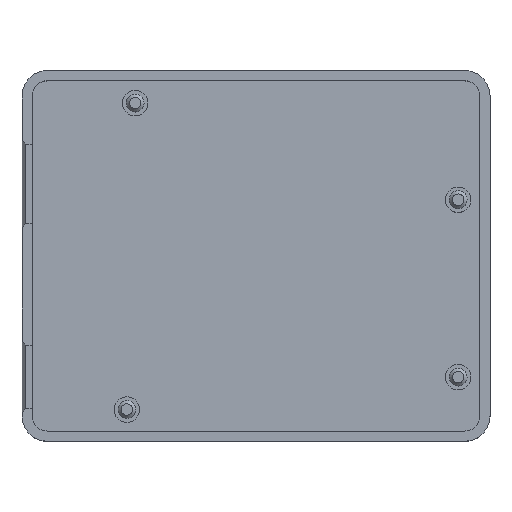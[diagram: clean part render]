
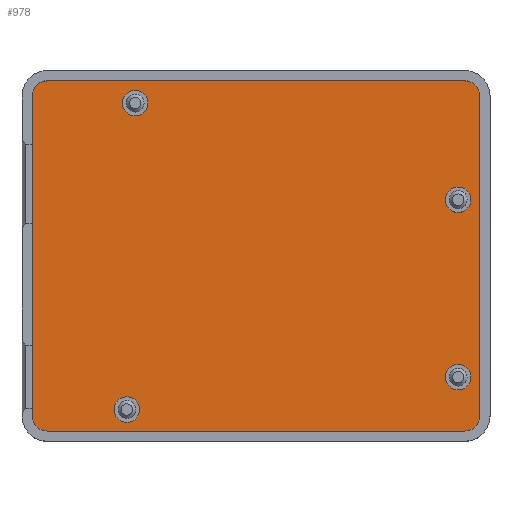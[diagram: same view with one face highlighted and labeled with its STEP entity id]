
A CAD part, top view. The second image highlights one B-rep face of the part: STEP entity #978.
In plain terms, the highlighted planar face has unit normal (0, 0, 1).
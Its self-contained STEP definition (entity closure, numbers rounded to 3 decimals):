
#19=FACE_BOUND('',#205,.T.);
#20=FACE_BOUND('',#206,.T.);
#21=FACE_BOUND('',#207,.T.);
#22=FACE_BOUND('',#208,.T.);
#64=CIRCLE('',#1045,2.);
#67=CIRCLE('',#1050,2.);
#70=CIRCLE('',#1055,2.);
#73=CIRCLE('',#1060,2.);
#83=CIRCLE('',#1088,2.4);
#84=CIRCLE('',#1090,2.4);
#85=CIRCLE('',#1091,2.4);
#86=CIRCLE('',#1092,2.4);
#140=FACE_OUTER_BOUND('',#204,.T.);
#204=EDGE_LOOP('',(#853,#854,#855,#856,#857,#858,#859,#860));
#205=EDGE_LOOP('',(#861));
#206=EDGE_LOOP('',(#862));
#207=EDGE_LOOP('',(#863));
#208=EDGE_LOOP('',(#864));
#298=LINE('',#1645,#392);
#302=LINE('',#1656,#396);
#303=LINE('',#1658,#397);
#304=LINE('',#1662,#398);
#392=VECTOR('',#1360,10.);
#396=VECTOR('',#1372,10.);
#397=VECTOR('',#1373,10.);
#398=VECTOR('',#1376,10.);
#460=VERTEX_POINT('',#1567);
#463=VERTEX_POINT('',#1576);
#466=VERTEX_POINT('',#1585);
#469=VERTEX_POINT('',#1594);
#479=VERTEX_POINT('',#1642);
#480=VERTEX_POINT('',#1644);
#481=VERTEX_POINT('',#1648);
#482=VERTEX_POINT('',#1650);
#483=VERTEX_POINT('',#1654);
#484=VERTEX_POINT('',#1657);
#485=VERTEX_POINT('',#1659);
#486=VERTEX_POINT('',#1661);
#573=EDGE_CURVE('',#460,#460,#64,.T.);
#577=EDGE_CURVE('',#463,#463,#67,.T.);
#581=EDGE_CURVE('',#466,#466,#70,.T.);
#585=EDGE_CURVE('',#469,#469,#73,.T.);
#606=EDGE_CURVE('',#480,#479,#298,.T.);
#609=EDGE_CURVE('',#482,#481,#83,.T.);
#611=EDGE_CURVE('',#479,#483,#84,.F.);
#612=EDGE_CURVE('',#483,#482,#302,.F.);
#613=EDGE_CURVE('',#481,#484,#303,.T.);
#614=EDGE_CURVE('',#484,#485,#85,.T.);
#615=EDGE_CURVE('',#485,#486,#304,.T.);
#616=EDGE_CURVE('',#486,#480,#86,.T.);
#853=ORIENTED_EDGE('',*,*,#611,.T.);
#854=ORIENTED_EDGE('',*,*,#612,.T.);
#855=ORIENTED_EDGE('',*,*,#609,.T.);
#856=ORIENTED_EDGE('',*,*,#613,.T.);
#857=ORIENTED_EDGE('',*,*,#614,.T.);
#858=ORIENTED_EDGE('',*,*,#615,.T.);
#859=ORIENTED_EDGE('',*,*,#616,.T.);
#860=ORIENTED_EDGE('',*,*,#606,.T.);
#861=ORIENTED_EDGE('',*,*,#573,.T.);
#862=ORIENTED_EDGE('',*,*,#577,.T.);
#863=ORIENTED_EDGE('',*,*,#581,.T.);
#864=ORIENTED_EDGE('',*,*,#585,.T.);
#921=PLANE('',#1089);
#978=ADVANCED_FACE('',(#140,#19,#20,#21,#22),#921,.T.);
#1045=AXIS2_PLACEMENT_3D('',#1569,#1262,#1263);
#1050=AXIS2_PLACEMENT_3D('',#1578,#1273,#1274);
#1055=AXIS2_PLACEMENT_3D('',#1587,#1284,#1285);
#1060=AXIS2_PLACEMENT_3D('',#1596,#1295,#1296);
#1088=AXIS2_PLACEMENT_3D('',#1651,#1365,#1366);
#1089=AXIS2_PLACEMENT_3D('',#1653,#1368,#1369);
#1090=AXIS2_PLACEMENT_3D('',#1655,#1370,#1371);
#1091=AXIS2_PLACEMENT_3D('',#1660,#1374,#1375);
#1092=AXIS2_PLACEMENT_3D('',#1663,#1377,#1378);
#1262=DIRECTION('center_axis',(0.,0.,-1.));
#1263=DIRECTION('ref_axis',(-1.,0.,0.));
#1273=DIRECTION('center_axis',(0.,0.,-1.));
#1274=DIRECTION('ref_axis',(-1.,0.,0.));
#1284=DIRECTION('center_axis',(0.,0.,-1.));
#1285=DIRECTION('ref_axis',(-1.,0.,0.));
#1295=DIRECTION('center_axis',(0.,0.,-1.));
#1296=DIRECTION('ref_axis',(-1.,0.,0.));
#1360=DIRECTION('',(0.,-1.,0.));
#1365=DIRECTION('center_axis',(0.,0.,1.));
#1366=DIRECTION('ref_axis',(0.707,-0.707,0.));
#1368=DIRECTION('center_axis',(0.,0.,1.));
#1369=DIRECTION('ref_axis',(1.,0.,0.));
#1370=DIRECTION('center_axis',(0.,0.,-1.));
#1371=DIRECTION('ref_axis',(-0.707,-0.707,0.));
#1372=DIRECTION('',(-1.,0.,0.));
#1373=DIRECTION('',(0.,1.,0.));
#1374=DIRECTION('center_axis',(0.,0.,1.));
#1375=DIRECTION('ref_axis',(0.707,0.707,0.));
#1376=DIRECTION('',(-1.,0.,0.));
#1377=DIRECTION('center_axis',(0.,0.,1.));
#1378=DIRECTION('ref_axis',(-0.707,0.707,0.));
#1567=CARTESIAN_POINT('',(33.8,8.85,1.6));
#1569=CARTESIAN_POINT('Origin',(31.8,8.85,1.6));
#1576=CARTESIAN_POINT('',(-17.,24.05,1.6));
#1578=CARTESIAN_POINT('Origin',(-19.,24.05,1.6));
#1585=CARTESIAN_POINT('',(33.8,-19.05,1.6));
#1587=CARTESIAN_POINT('Origin',(31.8,-19.05,1.6));
#1594=CARTESIAN_POINT('',(-18.3,-24.15,1.6));
#1596=CARTESIAN_POINT('Origin',(-20.3,-24.15,1.6));
#1642=CARTESIAN_POINT('',(-35.2,-25.15,1.6));
#1644=CARTESIAN_POINT('',(-35.2,25.15,1.6));
#1645=CARTESIAN_POINT('',(-35.2,14.575,1.6));
#1648=CARTESIAN_POINT('',(35.2,-25.15,1.6));
#1650=CARTESIAN_POINT('',(32.8,-27.55,1.6));
#1651=CARTESIAN_POINT('Origin',(32.8,-25.15,1.6));
#1653=CARTESIAN_POINT('Origin',(0.,0.,
1.6));
#1654=CARTESIAN_POINT('',(-32.8,-27.55,1.6));
#1655=CARTESIAN_POINT('Origin',(-32.8,-25.15,1.6));
#1656=CARTESIAN_POINT('',(-18.4,-27.55,1.6));
#1657=CARTESIAN_POINT('',(35.2,25.15,1.6));
#1658=CARTESIAN_POINT('',(35.2,-14.575,1.6));
#1659=CARTESIAN_POINT('',(32.8,27.55,1.6));
#1660=CARTESIAN_POINT('Origin',(32.8,25.15,1.6));
#1661=CARTESIAN_POINT('',(-32.8,27.55,1.6));
#1662=CARTESIAN_POINT('',(18.4,27.55,1.6));
#1663=CARTESIAN_POINT('Origin',(-32.8,25.15,1.6));
